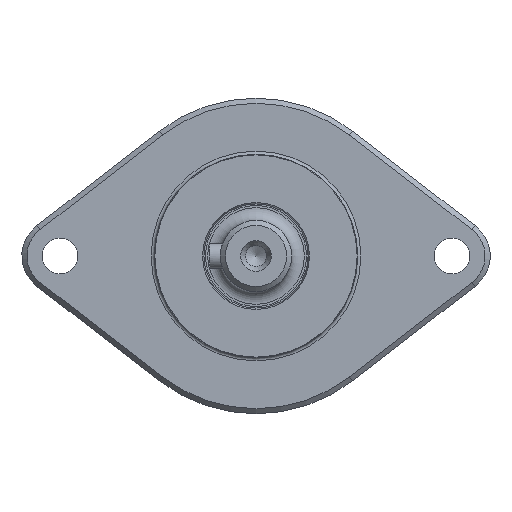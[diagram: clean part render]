
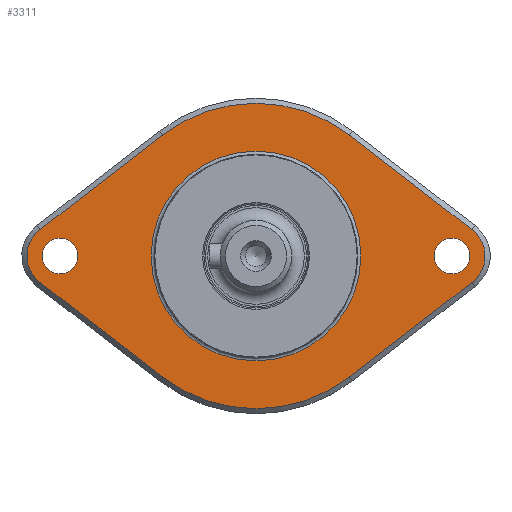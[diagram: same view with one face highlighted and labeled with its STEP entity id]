
A CAD part, left-side view. The second image highlights one B-rep face of the part: STEP entity #3311.
In plain terms, the highlighted planar face has unit normal (-1, 0, 0).
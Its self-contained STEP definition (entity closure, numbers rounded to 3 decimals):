
#249=FACE_BOUND('',#1094,.T.);
#250=FACE_BOUND('',#1095,.T.);
#251=FACE_BOUND('',#1096,.T.);
#319=LINE('',#5008,#587);
#323=LINE('',#5020,#591);
#327=LINE('',#5032,#595);
#330=LINE('',#5041,#598);
#587=VECTOR('',#4023,10.);
#591=VECTOR('',#4035,10.);
#595=VECTOR('',#4047,10.);
#598=VECTOR('',#4058,10.);
#902=FACE_OUTER_BOUND('',#1093,.T.);
#1093=EDGE_LOOP('',(#2392,#2393,#2394,#2395,#2396,#2397,#2398,#2399));
#1094=EDGE_LOOP('',(#2400,#2401));
#1095=EDGE_LOOP('',(#2402));
#1096=EDGE_LOOP('',(#2403));
#1328=CIRCLE('',#3566,6.5);
#1330=CIRCLE('',#3570,30.);
#1332=CIRCLE('',#3574,6.5);
#1334=CIRCLE('',#3578,30.);
#1338=CIRCLE('',#3588,20.6);
#1339=CIRCLE('',#3589,20.6);
#1340=CIRCLE('',#3590,3.5);
#1341=CIRCLE('',#3591,3.5);
#1509=VERTEX_POINT('',#4997);
#1510=VERTEX_POINT('',#4999);
#1513=VERTEX_POINT('',#5006);
#1515=VERTEX_POINT('',#5012);
#1517=VERTEX_POINT('',#5018);
#1519=VERTEX_POINT('',#5024);
#1521=VERTEX_POINT('',#5030);
#1523=VERTEX_POINT('',#5036);
#1529=VERTEX_POINT('',#5062);
#1530=VERTEX_POINT('',#5063);
#1531=VERTEX_POINT('',#5066);
#1532=VERTEX_POINT('',#5068);
#1839=EDGE_CURVE('',#1509,#1510,#1328,.T.);
#1843=EDGE_CURVE('',#1513,#1509,#319,.T.);
#1846=EDGE_CURVE('',#1515,#1513,#1330,.T.);
#1849=EDGE_CURVE('',#1517,#1515,#323,.T.);
#1852=EDGE_CURVE('',#1519,#1517,#1332,.T.);
#1855=EDGE_CURVE('',#1521,#1519,#327,.T.);
#1858=EDGE_CURVE('',#1523,#1521,#1334,.T.);
#1860=EDGE_CURVE('',#1510,#1523,#330,.T.);
#1871=EDGE_CURVE('',#1529,#1530,#1338,.T.);
#1872=EDGE_CURVE('',#1530,#1529,#1339,.T.);
#1873=EDGE_CURVE('',#1531,#1531,#1340,.T.);
#1874=EDGE_CURVE('',#1532,#1532,#1341,.T.);
#2392=ORIENTED_EDGE('',*,*,#1839,.F.);
#2393=ORIENTED_EDGE('',*,*,#1843,.F.);
#2394=ORIENTED_EDGE('',*,*,#1846,.F.);
#2395=ORIENTED_EDGE('',*,*,#1849,.F.);
#2396=ORIENTED_EDGE('',*,*,#1852,.F.);
#2397=ORIENTED_EDGE('',*,*,#1855,.F.);
#2398=ORIENTED_EDGE('',*,*,#1858,.F.);
#2399=ORIENTED_EDGE('',*,*,#1860,.F.);
#2400=ORIENTED_EDGE('',*,*,#1871,.F.);
#2401=ORIENTED_EDGE('',*,*,#1872,.F.);
#2402=ORIENTED_EDGE('',*,*,#1873,.T.);
#2403=ORIENTED_EDGE('',*,*,#1874,.T.);
#3190=PLANE('',#3587);
#3311=ADVANCED_FACE('',(#902,#249,#250,#251),#3190,.T.);
#3566=AXIS2_PLACEMENT_3D('',#5000,#4015,#4016);
#3570=AXIS2_PLACEMENT_3D('',#5014,#4028,#4029);
#3574=AXIS2_PLACEMENT_3D('',#5026,#4040,#4041);
#3578=AXIS2_PLACEMENT_3D('',#5038,#4052,#4053);
#3587=AXIS2_PLACEMENT_3D('',#5061,#4079,#4080);
#3588=AXIS2_PLACEMENT_3D('',#5064,#4081,#4082);
#3589=AXIS2_PLACEMENT_3D('',#5065,#4083,#4084);
#3590=AXIS2_PLACEMENT_3D('',#5067,#4085,#4086);
#3591=AXIS2_PLACEMENT_3D('',#5069,#4087,#4088);
#4015=DIRECTION('center_axis',(1.,0.,0.));
#4016=DIRECTION('ref_axis',(0.,0.61,-0.792));
#4023=DIRECTION('',(0.,0.792,0.61));
#4028=DIRECTION('center_axis',(1.,0.,0.));
#4029=DIRECTION('ref_axis',(0.,-0.61,-0.792));
#4035=DIRECTION('',(0.,0.792,-0.61));
#4040=DIRECTION('center_axis',(1.,0.,0.));
#4041=DIRECTION('ref_axis',(0.,-0.61,0.792));
#4047=DIRECTION('',(0.,-0.792,-0.61));
#4052=DIRECTION('center_axis',(1.,0.,0.));
#4053=DIRECTION('ref_axis',(0.,0.61,0.792));
#4058=DIRECTION('',(0.,-0.792,0.61));
#4079=DIRECTION('center_axis',(-1.,0.,0.));
#4080=DIRECTION('ref_axis',(0.,0.,
1.));
#4081=DIRECTION('center_axis',(-1.,0.,0.));
#4082=DIRECTION('ref_axis',(0.,1.,0.));
#4083=DIRECTION('center_axis',(-1.,0.,0.));
#4084=DIRECTION('ref_axis',(0.,1.,0.));
#4085=DIRECTION('center_axis',(1.,0.,0.));
#4086=DIRECTION('ref_axis',(0.,0.,
1.));
#4087=DIRECTION('center_axis',(1.,0.,0.));
#4088=DIRECTION('ref_axis',(0.,0.,
1.));
#4997=CARTESIAN_POINT('',(-98.2,42.468,-5.149));
#4999=CARTESIAN_POINT('',(-98.2,42.468,5.149));
#5000=CARTESIAN_POINT('Origin',(-98.2,38.5,0.));
#5006=CARTESIAN_POINT('',(-98.2,18.312,-23.763));
#5008=CARTESIAN_POINT('',(-98.2,40.836,-6.406));
#5012=CARTESIAN_POINT('',(-98.2,-18.312,-23.763));
#5014=CARTESIAN_POINT('Origin',(-98.2,0.,0.));
#5018=CARTESIAN_POINT('',(-98.2,-42.468,-5.149));
#5020=CARTESIAN_POINT('',(-98.2,-7.865,-31.813));
#5024=CARTESIAN_POINT('',(-98.2,-42.468,5.149));
#5026=CARTESIAN_POINT('Origin',(-98.2,-38.5,0.));
#5030=CARTESIAN_POINT('',(-98.2,-18.312,23.763));
#5032=CARTESIAN_POINT('',(-98.2,-19.943,22.506));
#5036=CARTESIAN_POINT('',(-98.2,18.312,23.763));
#5038=CARTESIAN_POINT('Origin',(-98.2,0.,0.));
#5041=CARTESIAN_POINT('',(-98.2,28.758,15.713));
#5061=CARTESIAN_POINT('Origin',(-98.2,33.3,0.));
#5062=CARTESIAN_POINT('',(-98.2,20.6,0.));
#5063=CARTESIAN_POINT('',(-98.2,0.,-20.6));
#5064=CARTESIAN_POINT('Origin',(-98.2,0.,0.));
#5065=CARTESIAN_POINT('Origin',(-98.2,0.,0.));
#5066=CARTESIAN_POINT('',(-98.2,38.5,-3.5));
#5067=CARTESIAN_POINT('Origin',(-98.2,38.5,0.));
#5068=CARTESIAN_POINT('',(-98.2,-38.5,-3.5));
#5069=CARTESIAN_POINT('Origin',(-98.2,-38.5,0.));
